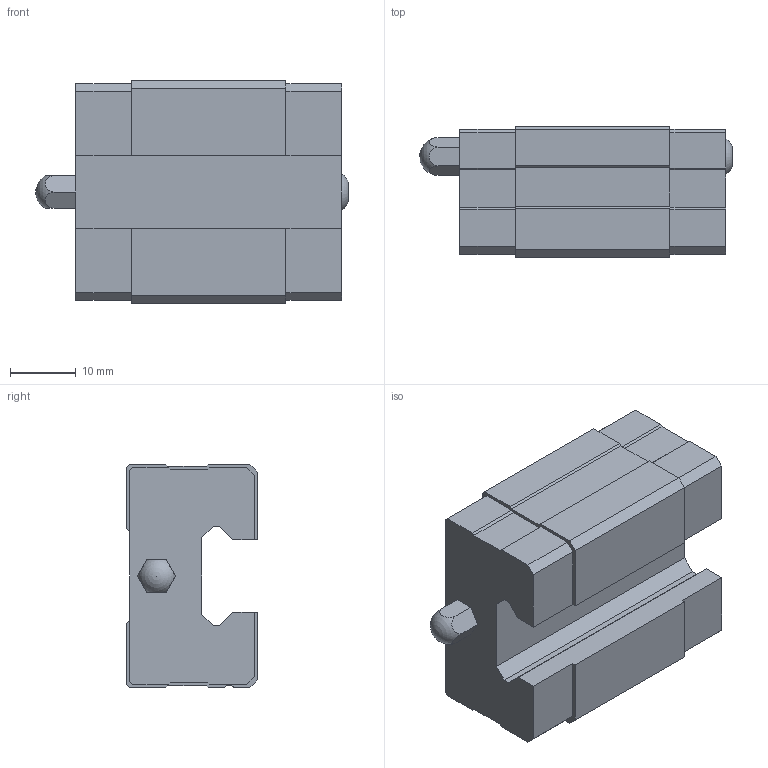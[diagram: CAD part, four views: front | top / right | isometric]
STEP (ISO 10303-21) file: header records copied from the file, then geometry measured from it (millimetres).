
FILE_DESCRIPTION(/* description */ ('STEP AP214'),/* implementation_level */ '2;1');
FILE_NAME(/* name */ 'LSD15BK-HS-N-D-M4',/* time_stamp */ '2022-10-07T20:09:17+02:00',/* author */ ('License CC BY-ND 4.0'),/* organization */ ('CADENAS'),/* preprocessor_version */ 'ST-DEVELOPER v18.102',/* originating_system */ 'PARTsolutions',/* authorisation */ ' ');
FILE_SCHEMA (('AUTOMOTIVE_DESIGN { 1 0 10303 214 3 1 1 }','AUTOMOTIVE_DESIGN {1 0 10303 214 3 1 1}'));
Length unit declared in the file: millimetre
Products named in the file (1): LSD15BK-HS-N-D-M4
Bounding box: 47.6 x 20 x 34 mm (x, y, z)
Volume: 22008.5 mm3; surface area: 6454.5 mm2
Topology: 1 solids, 1 shells, 96 faces, 263 edges, 173 vertices
Faces by surface type: plane 89, cylinder 3, cone 2, sphere 1, torus 1
Full cylindrical faces by diameter (mm): 3.242 x2
Entity records: 2978 total; most frequent: CARTESIAN_POINT 525, ORIENTED_EDGE 512, DIRECTION 466, EDGE_CURVE 256, LINE 240, VECTOR 240, VERTEX_POINT 172, AXIS2_PLACEMENT_3D 113
